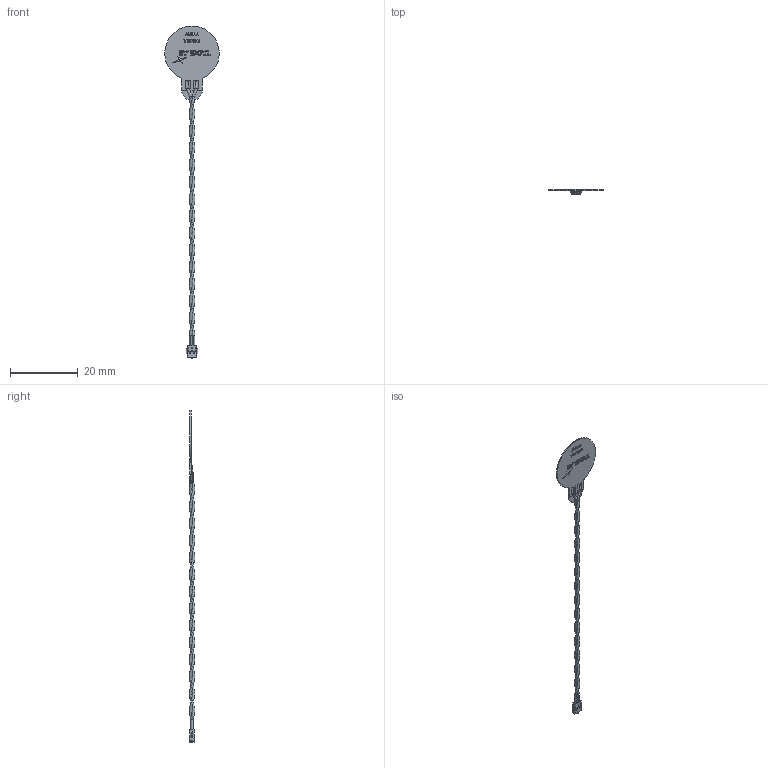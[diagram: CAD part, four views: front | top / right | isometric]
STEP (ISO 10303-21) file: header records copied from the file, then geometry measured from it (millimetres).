
FILE_DESCRIPTION (( 'STEP AP214' ), '1' );
FILE_NAME ('FXC.16.52.0075X.A.dg.STEP', '2023-02-20T01:13:49', ( '' ), ( '' ), 'SwSTEP 2.0', 'SolidWorks 2022', '' );
FILE_SCHEMA (( 'AUTOMOTIVE_DESIGN' ));
Length unit declared in the file: millimetre
Products named in the file (3): Twisted Pair 28AWG cable and ACH(F)_默认; FXC.16.52.0075X.A.dg; FXC.16.A_默认
Assembly tree (2 placements, depth 2):
  FXC.16.52.0075X.A.dg
    Twisted Pair 28AWG cable and ACH(F)_默认
    FXC.16.A_默认
Bounding box: 15.99 x 1.6 x 97.67 mm (x, y, z)
Volume: 145.7 mm3; surface area: 890.7 mm2
Topology: 4 solids, 4 shells, 417 faces, 1128 edges, 738 vertices
Faces by surface type: plane 262, bspline 128, cylinder 23, cone 4
Entity records: 26865 total; most frequent: CARTESIAN_POINT 12572, ORIENTED_EDGE 2240, DIRECTION 1514, EDGE_CURVE 1120, VECTOR 794, LINE 794, VERTEX_POINT 738, EDGE_LOOP 452
